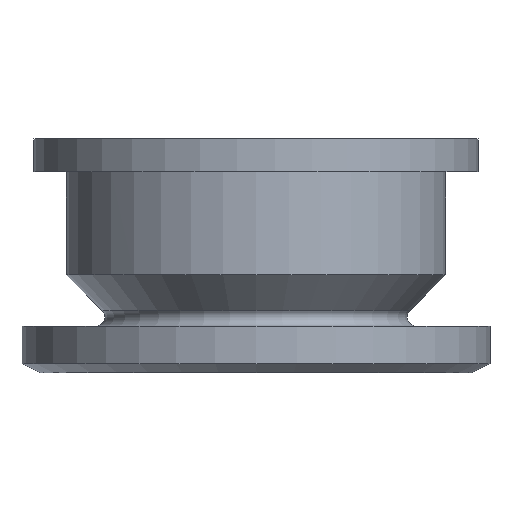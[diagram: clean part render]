
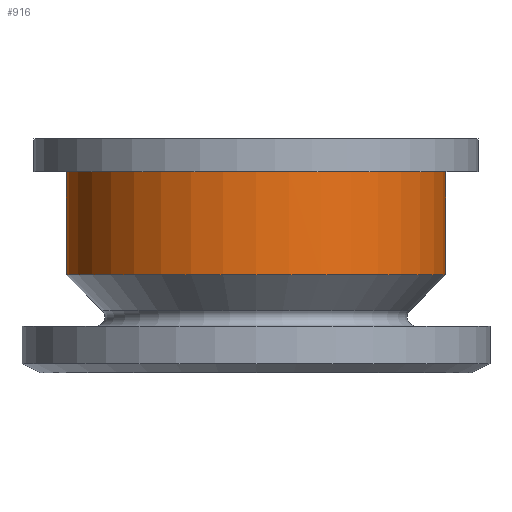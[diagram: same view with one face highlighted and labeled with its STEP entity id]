
A CAD part, front view. The second image highlights one B-rep face of the part: STEP entity #916.
In plain terms, the highlighted cylindrical face has radius 40.5 mm (diameter 81 mm), a full revolution.
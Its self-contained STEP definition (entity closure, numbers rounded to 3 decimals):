
#39=B_SPLINE_CURVE_WITH_KNOTS('',3,(#1552,#1553,#1554,#1555,#1556,#1557,
#1558,#1559,#1560,#1561,#1562,#1563,#1564,#1565,#1566,#1567,#1568,#1569,
#1570,#1571,#1572,#1573,#1574,#1575,#1576,#1577,#1578,#1579,#1580,#1581),
 .UNSPECIFIED.,.F.,.F.,(4,2,2,2,2,2,2,2,2,2,2,2,2,2,4),(0.695,
0.83,1.246,1.661,2.075,2.488,
2.902,3.316,3.729,4.143,4.557,
4.971,5.386,5.801,5.936),
 .UNSPECIFIED.);
#209=FACE_BOUND('',#356,.T.);
#262=FACE_OUTER_BOUND('',#355,.T.);
#355=EDGE_LOOP('',(#808,#809));
#356=EDGE_LOOP('',(#810));
#421=CIRCLE('',#1026,40.5);
#422=CIRCLE('',#1028,40.5);
#502=VERTEX_POINT('',#1548);
#503=VERTEX_POINT('',#1550);
#509=VERTEX_POINT('',#1600);
#610=EDGE_CURVE('',#502,#503,#39,.T.);
#617=EDGE_CURVE('',#509,#509,#421,.T.);
#618=EDGE_CURVE('',#502,#503,#422,.T.);
#808=ORIENTED_EDGE('',*,*,#610,.T.);
#809=ORIENTED_EDGE('',*,*,#618,.F.);
#810=ORIENTED_EDGE('',*,*,#617,.T.);
#865=CYLINDRICAL_SURFACE('',#1027,40.5);
#916=ADVANCED_FACE('',(#262,#209),#865,.T.);
#1026=AXIS2_PLACEMENT_3D('',#1601,#1292,#1293);
#1027=AXIS2_PLACEMENT_3D('',#1602,#1294,#1295);
#1028=AXIS2_PLACEMENT_3D('',#1603,#1296,#1297);
#1292=DIRECTION('center_axis',(0.,0.,1.));
#1293=DIRECTION('ref_axis',(1.,0.,0.));
#1294=DIRECTION('center_axis',(0.,0.,1.));
#1295=DIRECTION('ref_axis',(1.,0.,0.));
#1296=DIRECTION('center_axis',(0.,0.,1.));
#1297=DIRECTION('ref_axis',(1.,0.,0.));
#1548=CARTESIAN_POINT('',(-20.329,35.029,43.));
#1550=CARTESIAN_POINT('',(20.329,35.029,43.));
#1552=CARTESIAN_POINT('Ctrl Pts',(-20.329,35.029,43.));
#1553=CARTESIAN_POINT('Ctrl Pts',(-20.177,35.117,42.559));
#1554=CARTESIAN_POINT('Ctrl Pts',(-20.011,35.212,42.123));
#1555=CARTESIAN_POINT('Ctrl Pts',(-19.279,35.623,40.376));
#1556=CARTESIAN_POINT('Ctrl Pts',(-18.596,35.989,39.12));
#1557=CARTESIAN_POINT('Ctrl Pts',(-17.029,36.756,36.801));
#1558=CARTESIAN_POINT('Ctrl Pts',(-16.144,37.157,35.738));
#1559=CARTESIAN_POINT('Ctrl Pts',(-14.265,37.918,33.86));
#1560=CARTESIAN_POINT('Ctrl Pts',(-13.205,38.306,32.975));
#1561=CARTESIAN_POINT('Ctrl Pts',(-10.885,39.029,31.406));
#1562=CARTESIAN_POINT('Ctrl Pts',(-9.626,39.363,30.722));
#1563=CARTESIAN_POINT('Ctrl Pts',(-6.984,39.916,29.616));
#1564=CARTESIAN_POINT('Ctrl Pts',(-5.599,40.136,29.193));
#1565=CARTESIAN_POINT('Ctrl Pts',(-2.797,40.428,28.635));
#1566=CARTESIAN_POINT('Ctrl Pts',(-1.379,40.5,28.5));
#1567=CARTESIAN_POINT('Ctrl Pts',(1.379,40.5,28.5));
#1568=CARTESIAN_POINT('Ctrl Pts',(2.797,40.428,28.635));
#1569=CARTESIAN_POINT('Ctrl Pts',(5.599,40.136,29.193));
#1570=CARTESIAN_POINT('Ctrl Pts',(6.984,39.916,29.616));
#1571=CARTESIAN_POINT('Ctrl Pts',(9.626,39.363,30.722));
#1572=CARTESIAN_POINT('Ctrl Pts',(10.885,39.029,31.406));
#1573=CARTESIAN_POINT('Ctrl Pts',(13.205,38.306,32.975));
#1574=CARTESIAN_POINT('Ctrl Pts',(14.265,37.918,33.86));
#1575=CARTESIAN_POINT('Ctrl Pts',(16.144,37.157,35.738));
#1576=CARTESIAN_POINT('Ctrl Pts',(17.029,36.756,36.801));
#1577=CARTESIAN_POINT('Ctrl Pts',(18.596,35.989,39.12));
#1578=CARTESIAN_POINT('Ctrl Pts',(19.279,35.623,40.376));
#1579=CARTESIAN_POINT('Ctrl Pts',(20.011,35.212,42.123));
#1580=CARTESIAN_POINT('Ctrl Pts',(20.177,35.117,42.559));
#1581=CARTESIAN_POINT('Ctrl Pts',(20.329,35.029,43.));
#1600=CARTESIAN_POINT('',(40.5,0.,21.));
#1601=CARTESIAN_POINT('Origin',(0.,0.,21.));
#1602=CARTESIAN_POINT('Origin',(0.,0.,32.));
#1603=CARTESIAN_POINT('Origin',(0.,0.,43.));
